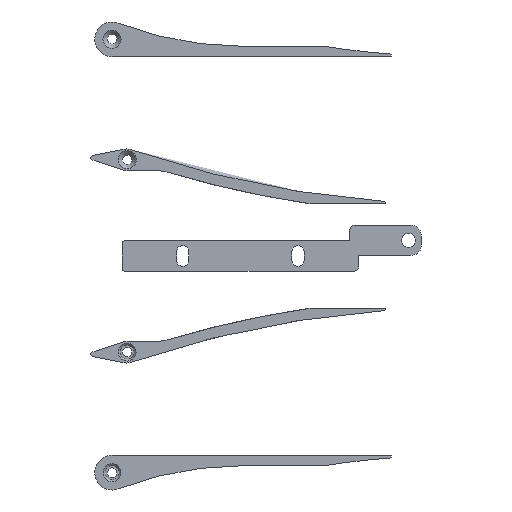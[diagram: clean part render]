
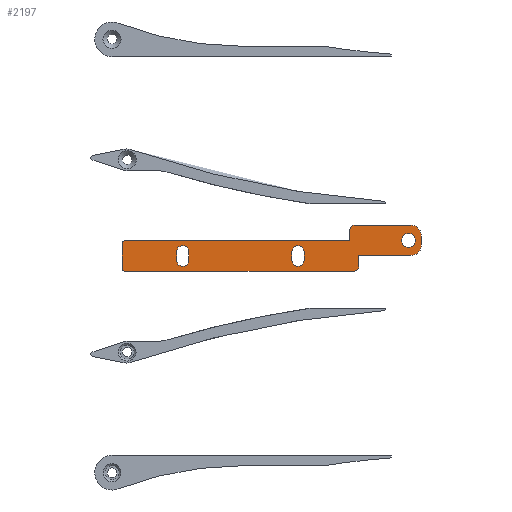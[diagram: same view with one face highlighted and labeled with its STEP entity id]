
A CAD part, front view. The second image highlights one B-rep face of the part: STEP entity #2197.
In plain terms, the highlighted planar face has unit normal (0, -1, 0).
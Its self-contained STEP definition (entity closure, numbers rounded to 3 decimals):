
#179=FACE_BOUND('',#586,.T.);
#180=FACE_BOUND('',#587,.T.);
#181=FACE_BOUND('',#588,.T.);
#197=CIRCLE('',#2318,1.4);
#199=CIRCLE('',#2322,1.4);
#201=CIRCLE('',#2325,2.5);
#203=CIRCLE('',#2329,2.5);
#205=CIRCLE('',#2333,1.);
#208=CIRCLE('',#2339,1.6);
#209=CIRCLE('',#2341,1.4);
#211=CIRCLE('',#2345,1.4);
#213=CIRCLE('',#2351,1.);
#215=CIRCLE('',#2355,0.5);
#217=CIRCLE('',#2359,0.5);
#470=FACE_OUTER_BOUND('',#585,.T.);
#585=EDGE_LOOP('',(#1614,#1615,#1616,#1617,#1618,#1619,#1620,#1621,#1622,
#1623,#1624,#1625,#1626,#1627));
#586=EDGE_LOOP('',(#1628,#1629,#1630,#1631));
#587=EDGE_LOOP('',(#1632,#1633,#1634,#1635));
#588=EDGE_LOOP('',(#1636));
#695=LINE('',#3411,#860);
#700=LINE('',#3426,#865);
#707=LINE('',#3449,#872);
#711=LINE('',#3461,#876);
#715=LINE('',#3473,#880);
#718=LINE('',#3479,#883);
#723=LINE('',#3496,#888);
#726=LINE('',#3505,#891);
#728=LINE('',#3509,#893);
#731=LINE('',#3515,#896);
#735=LINE('',#3527,#900);
#739=LINE('',#3539,#904);
#860=VECTOR('',#2628,10.);
#865=VECTOR('',#2641,10.);
#872=VECTOR('',#2662,10.);
#876=VECTOR('',#2674,10.);
#880=VECTOR('',#2686,10.);
#883=VECTOR('',#2691,10.);
#888=VECTOR('',#2710,10.);
#891=VECTOR('',#2721,10.);
#893=VECTOR('',#2725,10.);
#896=VECTOR('',#2730,10.);
#900=VECTOR('',#2742,10.);
#904=VECTOR('',#2754,10.);
#1025=VERTEX_POINT('',#3409);
#1026=VERTEX_POINT('',#3410);
#1029=VERTEX_POINT('',#3418);
#1031=VERTEX_POINT('',#3424);
#1032=VERTEX_POINT('',#3425);
#1035=VERTEX_POINT('',#3433);
#1037=VERTEX_POINT('',#3439);
#1038=VERTEX_POINT('',#3440);
#1041=VERTEX_POINT('',#3448);
#1043=VERTEX_POINT('',#3454);
#1045=VERTEX_POINT('',#3460);
#1047=VERTEX_POINT('',#3466);
#1049=VERTEX_POINT('',#3472);
#1051=VERTEX_POINT('',#3478);
#1054=VERTEX_POINT('',#3486);
#1055=VERTEX_POINT('',#3490);
#1057=VERTEX_POINT('',#3499);
#1059=VERTEX_POINT('',#3508);
#1061=VERTEX_POINT('',#3514);
#1063=VERTEX_POINT('',#3520);
#1065=VERTEX_POINT('',#3526);
#1067=VERTEX_POINT('',#3532);
#1069=VERTEX_POINT('',#3538);
#1223=EDGE_CURVE('',#1025,#1026,#695,.T.);
#1227=EDGE_CURVE('',#1029,#1025,#197,.T.);
#1230=EDGE_CURVE('',#1031,#1032,#700,.T.);
#1234=EDGE_CURVE('',#1035,#1031,#199,.T.);
#1237=EDGE_CURVE('',#1037,#1038,#201,.T.);
#1241=EDGE_CURVE('',#1041,#1037,#707,.T.);
#1244=EDGE_CURVE('',#1043,#1041,#203,.T.);
#1247=EDGE_CURVE('',#1045,#1043,#711,.T.);
#1250=EDGE_CURVE('',#1047,#1045,#205,.T.);
#1253=EDGE_CURVE('',#1049,#1047,#715,.T.);
#1256=EDGE_CURVE('',#1051,#1049,#718,.T.);
#1261=EDGE_CURVE('',#1054,#1054,#208,.T.);
#1262=EDGE_CURVE('',#1026,#1055,#209,.T.);
#1265=EDGE_CURVE('',#1055,#1029,#723,.T.);
#1267=EDGE_CURVE('',#1032,#1057,#211,.T.);
#1270=EDGE_CURVE('',#1057,#1035,#726,.T.);
#1272=EDGE_CURVE('',#1038,#1059,#728,.T.);
#1275=EDGE_CURVE('',#1059,#1061,#731,.T.);
#1278=EDGE_CURVE('',#1061,#1063,#213,.T.);
#1281=EDGE_CURVE('',#1063,#1065,#735,.T.);
#1284=EDGE_CURVE('',#1065,#1067,#215,.T.);
#1287=EDGE_CURVE('',#1067,#1069,#739,.T.);
#1290=EDGE_CURVE('',#1069,#1051,#217,.T.);
#1614=ORIENTED_EDGE('',*,*,#1256,.F.);
#1615=ORIENTED_EDGE('',*,*,#1290,.F.);
#1616=ORIENTED_EDGE('',*,*,#1287,.F.);
#1617=ORIENTED_EDGE('',*,*,#1284,.F.);
#1618=ORIENTED_EDGE('',*,*,#1281,.F.);
#1619=ORIENTED_EDGE('',*,*,#1278,.F.);
#1620=ORIENTED_EDGE('',*,*,#1275,.F.);
#1621=ORIENTED_EDGE('',*,*,#1272,.F.);
#1622=ORIENTED_EDGE('',*,*,#1237,.F.);
#1623=ORIENTED_EDGE('',*,*,#1241,.F.);
#1624=ORIENTED_EDGE('',*,*,#1244,.F.);
#1625=ORIENTED_EDGE('',*,*,#1247,.F.);
#1626=ORIENTED_EDGE('',*,*,#1250,.F.);
#1627=ORIENTED_EDGE('',*,*,#1253,.F.);
#1628=ORIENTED_EDGE('',*,*,#1227,.F.);
#1629=ORIENTED_EDGE('',*,*,#1265,.F.);
#1630=ORIENTED_EDGE('',*,*,#1262,.F.);
#1631=ORIENTED_EDGE('',*,*,#1223,.F.);
#1632=ORIENTED_EDGE('',*,*,#1234,.F.);
#1633=ORIENTED_EDGE('',*,*,#1270,.F.);
#1634=ORIENTED_EDGE('',*,*,#1267,.F.);
#1635=ORIENTED_EDGE('',*,*,#1230,.F.);
#1636=ORIENTED_EDGE('',*,*,#1261,.F.);
#2132=PLANE('',#2361);
#2197=ADVANCED_FACE('',(#470,#179,#180,#181),#2132,.T.);
#2318=AXIS2_PLACEMENT_3D('',#3419,#2634,#2635);
#2322=AXIS2_PLACEMENT_3D('',#3434,#2647,#2648);
#2325=AXIS2_PLACEMENT_3D('',#3441,#2654,#2655);
#2329=AXIS2_PLACEMENT_3D('',#3455,#2667,#2668);
#2333=AXIS2_PLACEMENT_3D('',#3467,#2679,#2680);
#2339=AXIS2_PLACEMENT_3D('',#3488,#2699,#2700);
#2341=AXIS2_PLACEMENT_3D('',#3491,#2703,#2704);
#2345=AXIS2_PLACEMENT_3D('',#3500,#2714,#2715);
#2351=AXIS2_PLACEMENT_3D('',#3521,#2735,#2736);
#2355=AXIS2_PLACEMENT_3D('',#3533,#2747,#2748);
#2359=AXIS2_PLACEMENT_3D('',#3544,#2759,#2760);
#2361=AXIS2_PLACEMENT_3D('',#3546,#2763,#2764);
#2628=DIRECTION('',(0.,0.,-1.));
#2634=DIRECTION('center_axis',(0.,-1.,0.));
#2635=DIRECTION('ref_axis',(-1.,0.,0.));
#2641=DIRECTION('',(0.,0.,-1.));
#2647=DIRECTION('center_axis',(0.,-1.,0.));
#2648=DIRECTION('ref_axis',(-1.,0.,0.));
#2654=DIRECTION('center_axis',(0.,1.,0.));
#2655=DIRECTION('ref_axis',(0.,0.,-1.));
#2662=DIRECTION('',(0.,0.,-1.));
#2667=DIRECTION('center_axis',(0.,1.,0.));
#2668=DIRECTION('ref_axis',(1.,0.,0.));
#2674=DIRECTION('',(1.,0.,0.));
#2679=DIRECTION('center_axis',(0.,1.,0.));
#2680=DIRECTION('ref_axis',(0.,0.,1.));
#2686=DIRECTION('',(0.,0.,1.));
#2691=DIRECTION('',(1.,0.,0.));
#2699=DIRECTION('center_axis',(0.,-1.,0.));
#2700=DIRECTION('ref_axis',(-1.,0.,0.));
#2703=DIRECTION('center_axis',(0.,-1.,0.));
#2704=DIRECTION('ref_axis',(1.,0.,0.));
#2710=DIRECTION('',(0.,0.,1.));
#2714=DIRECTION('center_axis',(0.,-1.,0.));
#2715=DIRECTION('ref_axis',(1.,0.,0.));
#2721=DIRECTION('',(0.,0.,1.));
#2725=DIRECTION('',(-1.,0.,0.));
#2730=DIRECTION('',(0.,0.,-1.));
#2735=DIRECTION('center_axis',(0.,1.,0.));
#2736=DIRECTION('ref_axis',(0.,0.,-1.));
#2742=DIRECTION('',(-1.,0.,0.));
#2747=DIRECTION('center_axis',(0.,1.,0.));
#2748=DIRECTION('ref_axis',(-1.,0.,0.));
#2754=DIRECTION('',(0.,0.,1.));
#2759=DIRECTION('center_axis',(0.,1.,0.));
#2760=DIRECTION('ref_axis',(0.,0.,1.));
#2763=DIRECTION('center_axis',(0.,-1.,0.));
#2764=DIRECTION('ref_axis',(0.,0.,1.));
#3409=CARTESIAN_POINT('',(-74.7,-2.8,1.));
#3410=CARTESIAN_POINT('',(-74.7,-2.8,-1.));
#3411=CARTESIAN_POINT('',(-74.7,-2.8,0.4));
#3418=CARTESIAN_POINT('',(-71.9,-2.8,1.));
#3419=CARTESIAN_POINT('Origin',(-73.3,-2.8,1.));
#3424=CARTESIAN_POINT('',(-48.1,-2.8,1.));
#3425=CARTESIAN_POINT('',(-48.1,-2.8,-1.));
#3426=CARTESIAN_POINT('',(-48.1,-2.8,0.4));
#3433=CARTESIAN_POINT('',(-45.3,-2.8,1.));
#3434=CARTESIAN_POINT('Origin',(-46.7,-2.8,1.));
#3439=CARTESIAN_POINT('',(-18.2,-2.8,2.6));
#3440=CARTESIAN_POINT('',(-20.7,-2.8,0.1));
#3441=CARTESIAN_POINT('Origin',(-20.7,-2.8,2.6));
#3448=CARTESIAN_POINT('',(-18.2,-2.8,4.6));
#3449=CARTESIAN_POINT('',(-18.2,-2.8,2.2));
#3454=CARTESIAN_POINT('',(-20.7,-2.8,7.1));
#3455=CARTESIAN_POINT('Origin',(-20.7,-2.8,4.6));
#3460=CARTESIAN_POINT('',(-33.7,-2.8,7.1));
#3461=CARTESIAN_POINT('',(-36.7,-2.8,7.1));
#3466=CARTESIAN_POINT('',(-34.7,-2.8,6.1));
#3467=CARTESIAN_POINT('Origin',(-33.7,-2.8,6.1));
#3472=CARTESIAN_POINT('',(-34.7,-2.8,3.5));
#3473=CARTESIAN_POINT('',(-34.7,-2.8,3.95));
#3478=CARTESIAN_POINT('',(-86.7,-2.8,3.5));
#3479=CARTESIAN_POINT('',(-43.7,-2.8,3.5));
#3486=CARTESIAN_POINT('',(-19.6,-2.8,3.6));
#3488=CARTESIAN_POINT('Origin',(-21.2,-2.8,3.6));
#3490=CARTESIAN_POINT('',(-71.9,-2.8,-1.));
#3491=CARTESIAN_POINT('Origin',(-73.3,-2.8,-1.));
#3496=CARTESIAN_POINT('',(-71.9,-2.8,1.4));
#3499=CARTESIAN_POINT('',(-45.3,-2.8,-1.));
#3500=CARTESIAN_POINT('Origin',(-46.7,-2.8,-1.));
#3505=CARTESIAN_POINT('',(-45.3,-2.8,1.4));
#3508=CARTESIAN_POINT('',(-32.7,-2.8,0.1));
#3509=CARTESIAN_POINT('',(-42.7,-2.8,0.1));
#3514=CARTESIAN_POINT('',(-32.7,-2.8,-2.5));
#3515=CARTESIAN_POINT('',(-32.7,-2.8,-0.35));
#3520=CARTESIAN_POINT('',(-33.7,-2.8,-3.5));
#3521=CARTESIAN_POINT('Origin',(-33.7,-2.8,-2.5));
#3526=CARTESIAN_POINT('',(-86.7,-2.8,-3.5));
#3527=CARTESIAN_POINT('',(-69.7,-2.8,-3.5));
#3532=CARTESIAN_POINT('',(-87.2,-2.8,-3.));
#3533=CARTESIAN_POINT('Origin',(-86.7,-2.8,-3.));
#3538=CARTESIAN_POINT('',(-87.2,-2.8,3.));
#3539=CARTESIAN_POINT('',(-87.2,-2.8,2.4));
#3544=CARTESIAN_POINT('Origin',(-86.7,-2.8,3.));
#3546=CARTESIAN_POINT('Origin',(-52.7,-2.8,1.8));
